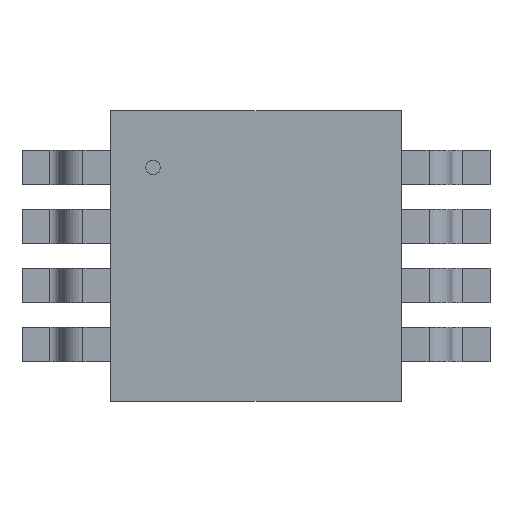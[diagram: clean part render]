
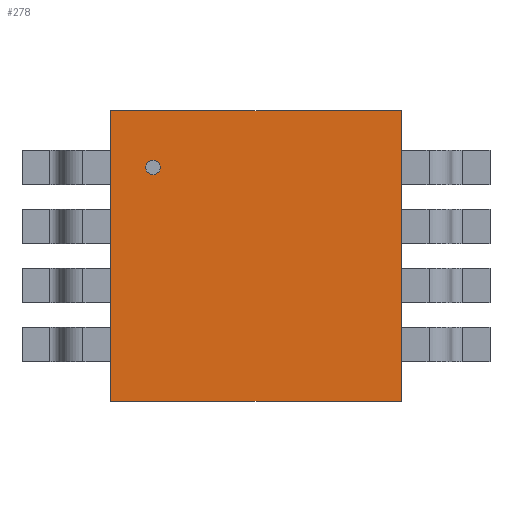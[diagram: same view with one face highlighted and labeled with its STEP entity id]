
A CAD part, top view. The second image highlights one B-rep face of the part: STEP entity #278.
In plain terms, the highlighted planar face has unit normal (0, 0, 1).
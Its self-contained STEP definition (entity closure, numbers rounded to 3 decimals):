
#157 = VERTEX_POINT('',#158);
#158 = CARTESIAN_POINT('',(1.6,-1.6,1.092));
#164 = EDGE_CURVE('',#165,#157,#167,.T.);
#165 = VERTEX_POINT('',#166);
#166 = CARTESIAN_POINT('',(-1.6,-1.6,1.092));
#167 = LINE('',#168,#169);
#168 = CARTESIAN_POINT('',(-1.6,-1.6,1.092));
#169 = VECTOR('',#170,1.);
#170 = DIRECTION('',(1.,0.,0.));
#195 = VERTEX_POINT('',#196);
#196 = CARTESIAN_POINT('',(1.6,1.6,1.092));
#202 = EDGE_CURVE('',#157,#195,#203,.T.);
#203 = LINE('',#204,#205);
#204 = CARTESIAN_POINT('',(1.6,-1.6,1.092));
#205 = VECTOR('',#206,1.);
#206 = DIRECTION('',(0.,1.,0.));
#226 = VERTEX_POINT('',#227);
#227 = CARTESIAN_POINT('',(-1.6,1.6,1.092));
#233 = EDGE_CURVE('',#195,#226,#234,.T.);
#234 = LINE('',#235,#236);
#235 = CARTESIAN_POINT('',(1.6,1.6,1.092));
#236 = VECTOR('',#237,1.);
#237 = DIRECTION('',(-1.,0.,0.));
#255 = EDGE_CURVE('',#226,#165,#256,.T.);
#256 = LINE('',#257,#258);
#257 = CARTESIAN_POINT('',(-1.6,1.6,1.092));
#258 = VECTOR('',#259,1.);
#259 = DIRECTION('',(0.,-1.,0.));
#278 = ADVANCED_FACE('',(#279),#285,.T.);
#279 = FACE_BOUND('',#280,.T.);
#280 = EDGE_LOOP('',(#281,#282,#283,#284));
#281 = ORIENTED_EDGE('',*,*,#164,.T.);
#282 = ORIENTED_EDGE('',*,*,#202,.T.);
#283 = ORIENTED_EDGE('',*,*,#233,.T.);
#284 = ORIENTED_EDGE('',*,*,#255,.T.);
#285 = PLANE('',#286);
#286 = AXIS2_PLACEMENT_3D('',#287,#288,#289);
#287 = CARTESIAN_POINT('',(-1.6,-1.6,1.092));
#288 = DIRECTION('',(0.,0.,1.));
#289 = DIRECTION('',(0.,1.,0.));
